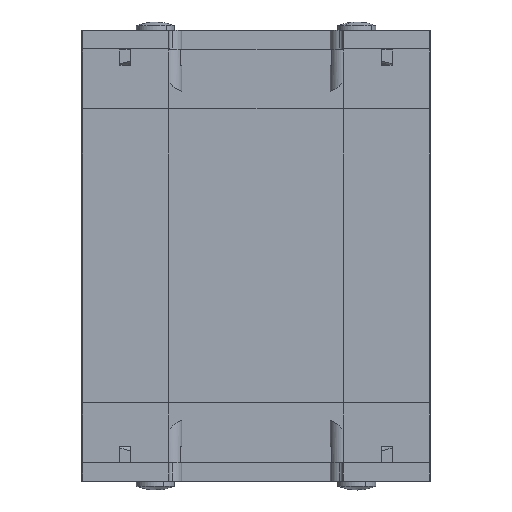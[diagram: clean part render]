
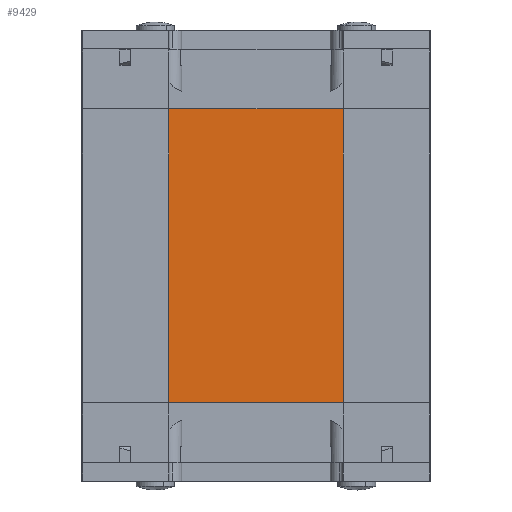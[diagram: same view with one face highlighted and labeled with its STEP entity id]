
A CAD part, top view. The second image highlights one B-rep face of the part: STEP entity #9429.
In plain terms, the highlighted planar face has unit normal (0, 0, 1).
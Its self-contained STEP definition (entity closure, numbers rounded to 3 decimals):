
#951 = VECTOR ( 'NONE', #7515, 1000. ) ;
#1049 = LINE ( 'NONE', #15165, #4595 ) ;
#1334 = VECTOR ( 'NONE', #16213, 1000. ) ;
#1497 = ORIENTED_EDGE ( 'NONE', *, *, #11448, .F. ) ;
#2366 = CARTESIAN_POINT ( 'NONE',  ( -8., 13.5, -1. ) ) ;
#2398 = DIRECTION ( 'NONE',  ( 0., -1., 0. ) ) ;
#3173 = VERTEX_POINT ( 'NONE', #11730 ) ;
#3181 = LINE ( 'NONE', #13215, #13506 ) ;
#3346 = EDGE_CURVE ( 'NONE', #11556, #3173, #15177, .T. ) ;
#3405 = AXIS2_PLACEMENT_3D ( 'NONE', #4950, #14380, #6299 ) ;
#4158 = CARTESIAN_POINT ( 'NONE',  ( -8., 13.5, -1. ) ) ;
#4595 = VECTOR ( 'NONE', #5745, 1000. ) ;
#4932 = LINE ( 'NONE', #11514, #951 ) ;
#4950 = CARTESIAN_POINT ( 'NONE',  ( -8., 13.5, -1. ) ) ;
#5745 = DIRECTION ( 'NONE',  ( 1., 0., 0. ) ) ;
#6299 = DIRECTION ( 'NONE',  ( -1., 0., 0. ) ) ;
#6727 = ORIENTED_EDGE ( 'NONE', *, *, #8968, .T. ) ;
#7515 = DIRECTION ( 'NONE',  ( 0., -1., 0. ) ) ;
#8968 = EDGE_CURVE ( 'NONE', #11556, #11695, #3181, .T. ) ;
#9208 = ORIENTED_EDGE ( 'NONE', *, *, #3346, .F. ) ;
#9429 = ADVANCED_FACE ( 'NONE', ( #16396 ), #17012, .F. ) ;
#11291 = VERTEX_POINT ( 'NONE', #14825 ) ;
#11448 = EDGE_CURVE ( 'NONE', #3173, #11291, #4932, .T. ) ;
#11514 = CARTESIAN_POINT ( 'NONE',  ( 8., 13.5, -1. ) ) ;
#11556 = VERTEX_POINT ( 'NONE', #2366 ) ;
#11695 = VERTEX_POINT ( 'NONE', #13366 ) ;
#11730 = CARTESIAN_POINT ( 'NONE',  ( 8., 13.5, -1. ) ) ;
#13215 = CARTESIAN_POINT ( 'NONE',  ( -8., 13.5, -1. ) ) ;
#13366 = CARTESIAN_POINT ( 'NONE',  ( -8., -13.5, -1. ) ) ;
#13506 = VECTOR ( 'NONE', #2398, 1000. ) ;
#14132 = EDGE_LOOP ( 'NONE', ( #16572, #1497, #9208, #6727 ) ) ;
#14200 = EDGE_CURVE ( 'NONE', #11695, #11291, #1049, .T. ) ;
#14380 = DIRECTION ( 'NONE',  ( 0., 0., -1. ) ) ;
#14825 = CARTESIAN_POINT ( 'NONE',  ( 8., -13.5, -1. ) ) ;
#15165 = CARTESIAN_POINT ( 'NONE',  ( -8., -13.5, -1. ) ) ;
#15177 = LINE ( 'NONE', #4158, #1334 ) ;
#16213 = DIRECTION ( 'NONE',  ( 1., 0., 0. ) ) ;
#16396 = FACE_OUTER_BOUND ( 'NONE', #14132, .T. ) ;
#16572 = ORIENTED_EDGE ( 'NONE', *, *, #14200, .T. ) ;
#17012 = PLANE ( 'NONE',  #3405 ) ;
